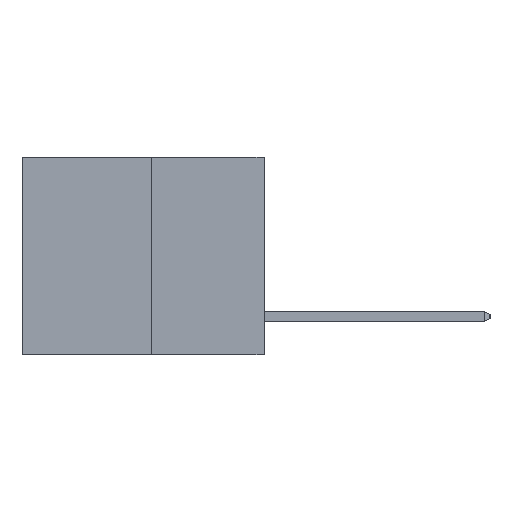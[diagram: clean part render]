
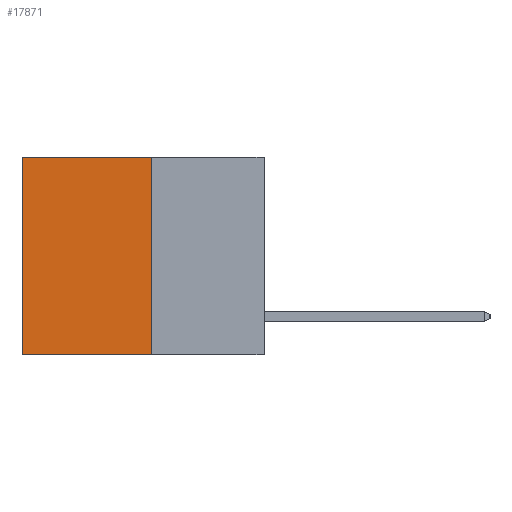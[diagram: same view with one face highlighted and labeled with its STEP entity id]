
A CAD part, left-side view. The second image highlights one B-rep face of the part: STEP entity #17871.
In plain terms, the highlighted planar face has unit normal (-1, 0, 0).
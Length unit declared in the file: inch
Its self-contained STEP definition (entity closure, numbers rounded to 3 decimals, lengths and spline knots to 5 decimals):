
#294 = CARTESIAN_POINT ( 'NONE',  ( 0.3165, 0.6, 0. ) ) ;
#723 = EDGE_LOOP ( 'NONE', ( #11124, #19498, #5368, #3911 ) ) ;
#1969 = CARTESIAN_POINT ( 'NONE',  ( 0.3165, 0.28, 0. ) ) ;
#2083 = CARTESIAN_POINT ( 'NONE',  ( 0.3165, 0.28, -0.49 ) ) ;
#2472 = LINE ( 'NONE', #5515, #17988 ) ;
#3331 = EDGE_CURVE ( 'NONE', #22059, #8639, #23412, .T. ) ;
#3911 = ORIENTED_EDGE ( 'NONE', *, *, #17327, .T. ) ;
#4257 = DIRECTION ( 'NONE',  ( 1., 0., 0. ) ) ;
#5368 = ORIENTED_EDGE ( 'NONE', *, *, #8095, .F. ) ;
#5515 = CARTESIAN_POINT ( 'NONE',  ( 0.3165, 0.28, -0.49 ) ) ;
#5751 = CARTESIAN_POINT ( 'NONE',  ( 0.3165, 0.28, -0.49 ) ) ;
#5900 = PLANE ( 'NONE',  #22231 ) ;
#7604 = VECTOR ( 'NONE', #9499, 39.37008 ) ;
#8095 = EDGE_CURVE ( 'NONE', #20241, #19117, #8818, .T. ) ;
#8639 = VERTEX_POINT ( 'NONE', #16091 ) ;
#8818 = LINE ( 'NONE', #5751, #9100 ) ;
#9100 = VECTOR ( 'NONE', #11154, 39.37008 ) ;
#9151 = CARTESIAN_POINT ( 'NONE',  ( 0.3165, 0.28, -0.49 ) ) ;
#9499 = DIRECTION ( 'NONE',  ( 0., 0., -1. ) ) ;
#9652 = FACE_OUTER_BOUND ( 'NONE', #723, .T. ) ;
#9819 = DIRECTION ( 'NONE',  ( 0., 0., -1. ) ) ;
#11124 = ORIENTED_EDGE ( 'NONE', *, *, #3331, .T. ) ;
#11154 = DIRECTION ( 'NONE',  ( 0., 0., -1. ) ) ;
#13268 = VECTOR ( 'NONE', #21843, 39.37008 ) ;
#13524 = EDGE_CURVE ( 'NONE', #19117, #8639, #2472, .T. ) ;
#14692 = LINE ( 'NONE', #16352, #13268 ) ;
#16091 = CARTESIAN_POINT ( 'NONE',  ( 0.3165, 0.6, -0.49 ) ) ;
#16352 = CARTESIAN_POINT ( 'NONE',  ( 0.3165, 0.28, 0. ) ) ;
#16662 = DIRECTION ( 'NONE',  ( 0., 1., 0. ) ) ;
#17327 = EDGE_CURVE ( 'NONE', #20241, #22059, #14692, .T. ) ;
#17871 = ADVANCED_FACE ( 'NONE', ( #9652 ), #5900, .F. ) ;
#17988 = VECTOR ( 'NONE', #16662, 39.37008 ) ;
#19117 = VERTEX_POINT ( 'NONE', #9151 ) ;
#19174 = CARTESIAN_POINT ( 'NONE',  ( 0.3165, 0.6, -0.49 ) ) ;
#19498 = ORIENTED_EDGE ( 'NONE', *, *, #13524, .F. ) ;
#20241 = VERTEX_POINT ( 'NONE', #1969 ) ;
#21843 = DIRECTION ( 'NONE',  ( 0., 1., 0. ) ) ;
#22059 = VERTEX_POINT ( 'NONE', #294 ) ;
#22231 = AXIS2_PLACEMENT_3D ( 'NONE', #2083, #4257, #9819 ) ;
#23412 = LINE ( 'NONE', #19174, #7604 ) ;
